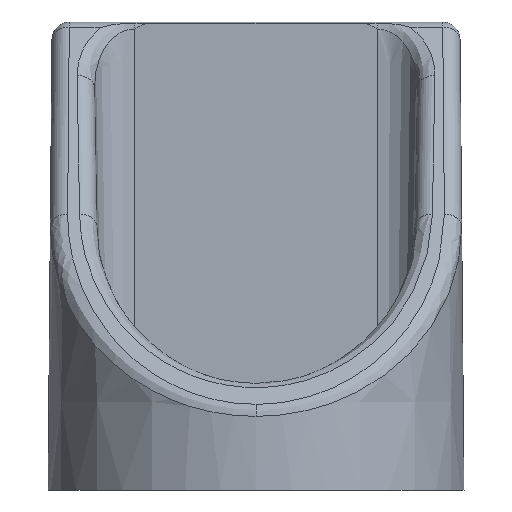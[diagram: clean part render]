
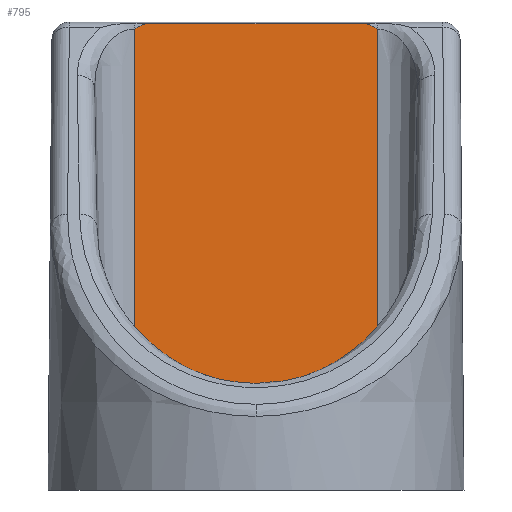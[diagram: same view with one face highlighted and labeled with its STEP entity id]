
A CAD part, left-side view. The second image highlights one B-rep face of the part: STEP entity #795.
In plain terms, the highlighted planar face has unit normal (-1, 0, 0.018).
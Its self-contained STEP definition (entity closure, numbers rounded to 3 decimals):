
#30=B_SPLINE_CURVE_WITH_KNOTS('',3,(#1772,#1773,#1774,#1775,#1776,#1777,
#1778,#1779),.UNSPECIFIED.,.F.,.F.,(4,2,2,4),(-0.076,-0.076,
-0.038,0.),.UNSPECIFIED.);
#31=B_SPLINE_CURVE_WITH_KNOTS('',3,(#1782,#1783,#1784,#1785,#1786,#1787,
#1788,#1789),.UNSPECIFIED.,.F.,.F.,(4,2,2,4),(-0.076,-0.038,
0.,0.),.UNSPECIFIED.);
#71=LINE('',#1512,#137);
#98=LINE('',#1767,#164);
#99=LINE('',#1770,#165);
#100=LINE('',#1781,#166);
#137=VECTOR('',#995,14.);
#164=VECTOR('',#1060,21.599);
#165=VECTOR('',#1063,21.599);
#166=VECTOR('',#1064,12.624);
#188=PLANE('',#871);
#238=FACE_OUTER_BOUND('',#287,.T.);
#287=EDGE_LOOP('',(#688,#689,#690,#691,#692,#693));
#378=VERTEX_POINT('',#1509);
#379=VERTEX_POINT('',#1511);
#407=VERTEX_POINT('',#1756);
#408=VERTEX_POINT('',#1769);
#409=VERTEX_POINT('',#1771);
#410=VERTEX_POINT('',#1780);
#468=EDGE_CURVE('',#378,#379,#71,.T.);
#508=EDGE_CURVE('',#407,#379,#98,.T.);
#509=EDGE_CURVE('',#378,#408,#99,.T.);
#510=EDGE_CURVE('',#408,#409,#30,.T.);
#511=EDGE_CURVE('',#409,#410,#100,.T.);
#512=EDGE_CURVE('',#410,#407,#31,.T.);
#688=ORIENTED_EDGE('',*,*,#509,.T.);
#689=ORIENTED_EDGE('',*,*,#510,.T.);
#690=ORIENTED_EDGE('',*,*,#511,.T.);
#691=ORIENTED_EDGE('',*,*,#512,.T.);
#692=ORIENTED_EDGE('',*,*,#508,.T.);
#693=ORIENTED_EDGE('',*,*,#468,.F.);
#795=ADVANCED_FACE('',(#238),#188,.T.);
#871=AXIS2_PLACEMENT_3D('',#1768,#1061,#1062);
#995=DIRECTION('',(0.,1.,0.));
#1060=DIRECTION('',(-0.017,0.,-1.));
#1061=DIRECTION('center_axis',(-1.,0.,
0.017));
#1062=DIRECTION('ref_axis',(0.017,0.,1.));
#1063=DIRECTION('',(0.017,0.,1.));
#1064=DIRECTION('',(0.,1.,0.));
#1509=CARTESIAN_POINT('',(10.,-7.,5.));
#1511=CARTESIAN_POINT('',(10.,7.,5.));
#1512=CARTESIAN_POINT('',(10.,-7.,5.));
#1756=CARTESIAN_POINT('',(10.377,7.,26.596));
#1767=CARTESIAN_POINT('',(8719.99,7.,499000.));
#1768=CARTESIAN_POINT('Origin',(10.,7.,5.));
#1769=CARTESIAN_POINT('',(10.377,-7.,26.596));
#1770=CARTESIAN_POINT('',(10.,-7.,5.));
#1771=CARTESIAN_POINT('',(10.382,-6.312,26.909));
#1772=CARTESIAN_POINT('Ctrl Pts',(10.377,-7.,26.596));
#1773=CARTESIAN_POINT('Ctrl Pts',(10.377,-6.999,26.596));
#1774=CARTESIAN_POINT('Ctrl Pts',(10.377,-6.999,26.597));
#1775=CARTESIAN_POINT('Ctrl Pts',(10.378,-6.891,26.667));
#1776=CARTESIAN_POINT('Ctrl Pts',(10.379,-6.78,26.728));
#1777=CARTESIAN_POINT('Ctrl Pts',(10.381,-6.55,26.833));
#1778=CARTESIAN_POINT('Ctrl Pts',(10.382,-6.432,26.876));
#1779=CARTESIAN_POINT('Ctrl Pts',(10.382,-6.312,26.909));
#1780=CARTESIAN_POINT('',(10.382,6.312,26.909));
#1781=CARTESIAN_POINT('',(10.382,7.,26.909));
#1782=CARTESIAN_POINT('Ctrl Pts',(10.382,6.312,26.909));
#1783=CARTESIAN_POINT('Ctrl Pts',(10.382,6.432,26.876));
#1784=CARTESIAN_POINT('Ctrl Pts',(10.381,6.55,26.833));
#1785=CARTESIAN_POINT('Ctrl Pts',(10.379,6.78,26.728));
#1786=CARTESIAN_POINT('Ctrl Pts',(10.378,6.891,26.667));
#1787=CARTESIAN_POINT('Ctrl Pts',(10.377,6.999,26.597));
#1788=CARTESIAN_POINT('Ctrl Pts',(10.377,6.999,26.596));
#1789=CARTESIAN_POINT('Ctrl Pts',(10.377,7.,26.596));
